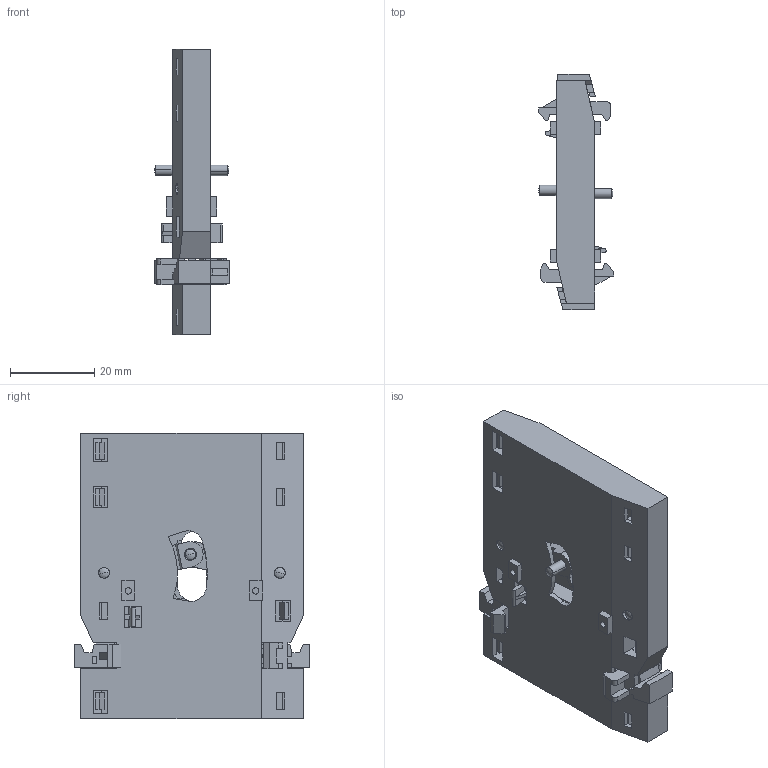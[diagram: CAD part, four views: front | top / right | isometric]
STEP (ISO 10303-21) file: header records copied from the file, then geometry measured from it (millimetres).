
FILE_DESCRIPTION((''),'2;1');
FILE_NAME('SB105107_3D-SOFTWARE_COLOUR','2013-09-02T',('SESA231906'),('Schneider-Electric'),'PRO/ENGINEER BY PARAMETRIC TECHNOLOGY CORPORATION, 2011410','PRO/ENGINEER BY PARAMETRIC TECHNOLOGY CORPORATION, 2011410','');
FILE_SCHEMA(('CONFIG_CONTROL_DESIGN'));
Length unit declared in the file: millimetre
Products named in the file (1): SB105107_3D-SOFTWARE_COLOUR
Bounding box: 17.85 x 56 x 68 mm (x, y, z)
Volume: 14393.7 mm3; surface area: 23368.8 mm2
Topology: 4 solids, 4 shells, 671 faces, 1999 edges, 1302 vertices
Faces by surface type: plane 543, cylinder 96, cone 16, sphere 16
Entity records: 22485 total; most frequent: CARTESIAN_POINT 4204, ORIENTED_EDGE 3966, DIRECTION 3533, EDGE_CURVE 1983, VECTOR 1743, LINE 1743, VERTEX_POINT 1302, AXIS2_PLACEMENT_3D 895
